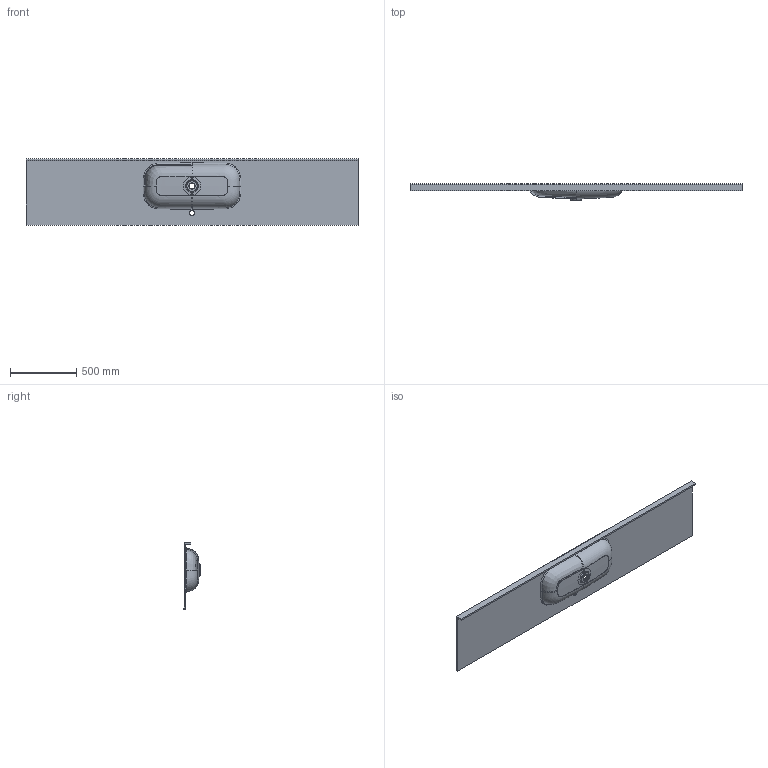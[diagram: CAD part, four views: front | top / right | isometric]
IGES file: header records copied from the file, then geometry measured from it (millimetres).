
Start section: SolidWorks IGES file using analytic representation for surfaces
Global section: file name: CALI70-M.IGS; native system: SolidWorks 2020; preprocessor: SolidWorks 2020; author: cedric.miclo; date: 210910.101231; units: millimetre
Bounding box: 2500 x 127.62 x 500 mm (x, y, z)
Surface area: 3015864.1 mm2 (no closed solid volume)
Topology: 0 solids, 0 shells, 63 faces, 1421 edges, 1419 vertices
Faces by surface type: bspline 44, revolution 19
